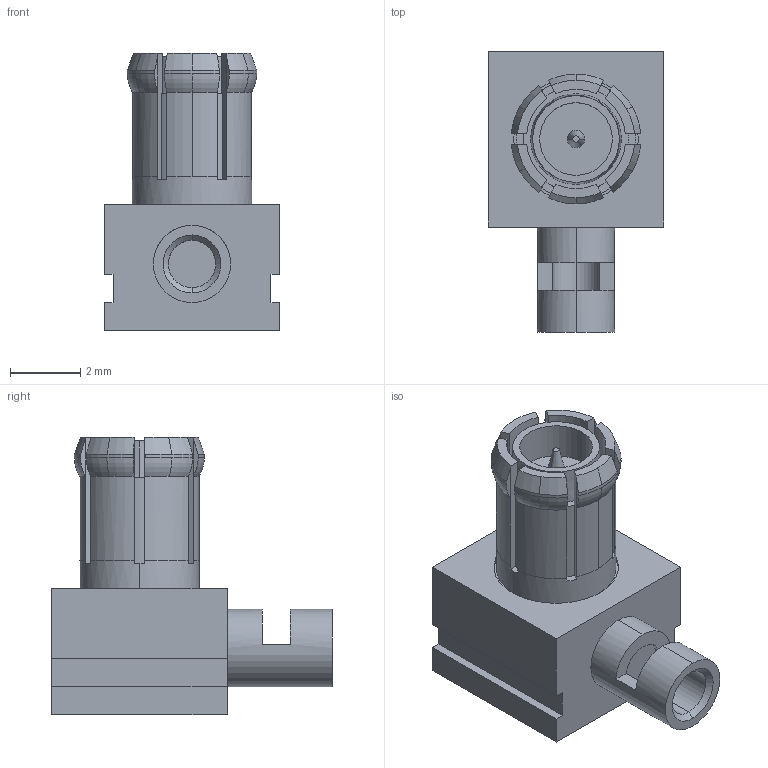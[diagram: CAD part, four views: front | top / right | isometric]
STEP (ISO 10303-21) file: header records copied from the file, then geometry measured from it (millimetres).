
FILE_DESCRIPTION (( 'STEP AP214' ), '1' );
FILE_NAME ('J01270A0281.STEP', '2018-11-15T14:10:51', ( '' ), ( '' ), 'SwSTEP 2.0', 'SolidWorks 2017', '' );
FILE_SCHEMA (( 'AUTOMOTIVE_DESIGN' ));
Length unit declared in the file: millimetre
Products named in the file (1): J01270A0281
Bounding box: 5 x 8 x 7.9 mm (x, y, z)
Volume: 128.3 mm3; surface area: 237.4 mm2
Topology: 1 solids, 1 shells, 147 faces, 398 edges, 259 vertices
Faces by surface type: plane 60, cylinder 55, cone 20, torus 12
Entity records: 6239 total; most frequent: DIRECTION 863, CARTESIAN_POINT 853, ORIENTED_EDGE 796, EDGE_CURVE 398, AXIS2_PLACEMENT_3D 329, VERTEX_POINT 259, VECTOR 205, LINE 205
